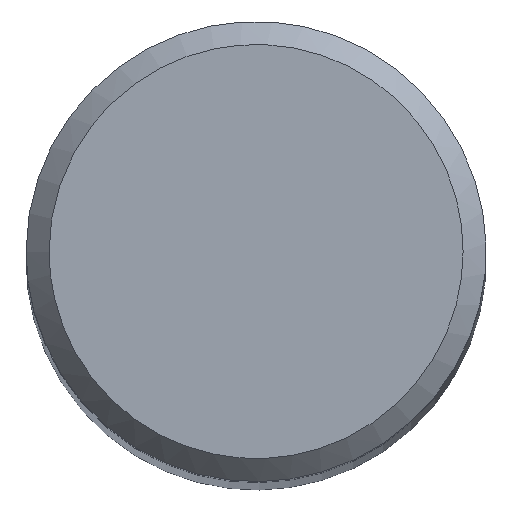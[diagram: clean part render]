
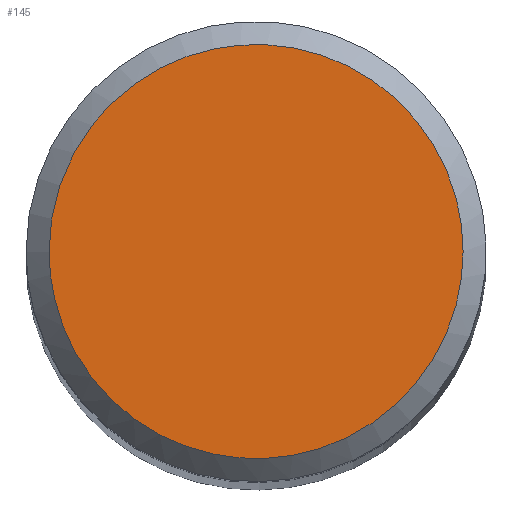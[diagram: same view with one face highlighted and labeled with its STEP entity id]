
A CAD part, top view. The second image highlights one B-rep face of the part: STEP entity #145.
In plain terms, the highlighted planar face has unit normal (0, 0, 1).
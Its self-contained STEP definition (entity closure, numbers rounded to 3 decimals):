
#96 = VERTEX_POINT('', #97);
#97 = CARTESIAN_POINT('', (-1.612, 0., 0.));
#102 = EDGE_CURVE('', #96, #96, #103, .T.);
#103 = (
   BOUNDED_CURVE ()
   B_SPLINE_CURVE (2, (#104, #105, #106, #107, #108, #109, #110, #111, #112), .UNSPECIFIED., .T., .U.)
   B_SPLINE_CURVE_WITH_KNOTS ((3, 2, 2, 2, 3), (0., 1.571, 3.142, 4.712, 6.283), .UNSPECIFIED.)
   CURVE ()
   GEOMETRIC_REPRESENTATION_ITEM ()
   RATIONAL_B_SPLINE_CURVE ((1., 0.707, 1., 0.707, 1., 0.707, 1., 0.707, 1.))
   REPRESENTATION_ITEM ('')
);
#104 = CARTESIAN_POINT('', (-1.612, 0., 0.));
#105 = CARTESIAN_POINT('', (-1.612, 1.612, 0.));
#106 = CARTESIAN_POINT('', (0., 1.612, 0.));
#107 = CARTESIAN_POINT('', (1.612, 1.612, 0.));
#108 = CARTESIAN_POINT('', (1.612, 0., 0.));
#109 = CARTESIAN_POINT('', (1.612, -1.612, 0.));
#110 = CARTESIAN_POINT('', (0., -1.612, 0.));
#111 = CARTESIAN_POINT('', (-1.612, -1.612, 0.));
#112 = CARTESIAN_POINT('', (-1.612, 0., 0.));
#145 = ADVANCED_FACE('', (#146), #149, .T.);
#146 = FACE_OUTER_BOUND('', #147, .T.);
#147 = EDGE_LOOP('', (#148));
#148 = ORIENTED_EDGE('', *, *, #102, .F.);
#149 = PLANE('', #150);
#150 = AXIS2_PLACEMENT_3D('', #151, #152, #153);
#151 = CARTESIAN_POINT('', (2.507, -2.507, 0.));
#152 = DIRECTION('', (0., 0., 1.));
#153 = DIRECTION('', (0., 1., 0.));
